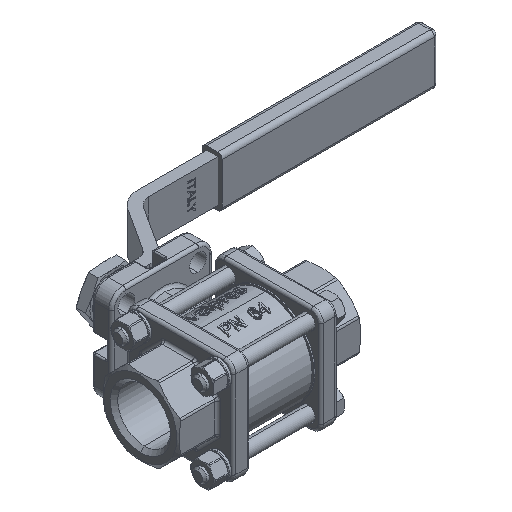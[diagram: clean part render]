
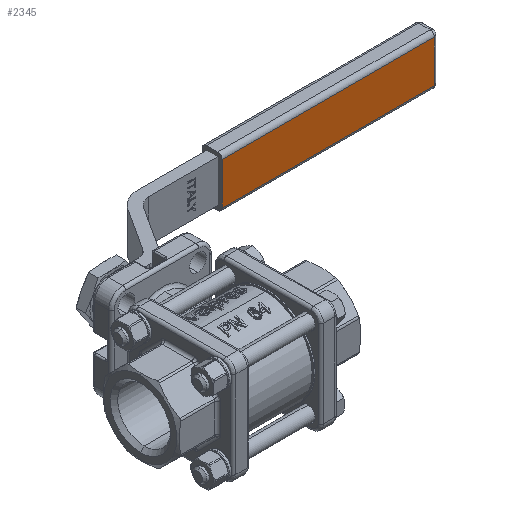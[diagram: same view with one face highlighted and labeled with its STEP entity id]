
A CAD part, isometric view. The second image highlights one B-rep face of the part: STEP entity #2345.
In plain terms, the highlighted planar face has unit normal (0, -1, 0).
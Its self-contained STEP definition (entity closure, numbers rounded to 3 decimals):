
#2345=ADVANCED_FACE('NONE',(#5734),#5735,.F.);
#5734=FACE_OUTER_BOUND('',#20017,.T.);
#5735=PLANE('',#20018);
#20017=EDGE_LOOP('',(#42045,#42046,#42047,#42048));
#20018=AXIS2_PLACEMENT_3D('',#42049,#42050,#42051);
#42045=ORIENTED_EDGE('',*,*,#52671,.F.);
#42046=ORIENTED_EDGE('',*,*,#52672,.F.);
#42047=ORIENTED_EDGE('',*,*,#52673,.F.);
#42048=ORIENTED_EDGE('',*,*,#50643,.F.);
#42049=CARTESIAN_POINT('',(54.004,57.547,-7.5));
#42050=DIRECTION('',(0.0,1.0,0.0));
#42051=DIRECTION('',(1.0,0.0,-0.0));
#50643=EDGE_CURVE('NONE',#56107,#56108,#56109,.T.);
#52671=EDGE_CURVE('NONE',#59496,#56107,#59497,.T.);
#52672=EDGE_CURVE('NONE',#59498,#59496,#59499,.T.);
#52673=EDGE_CURVE('NONE',#56108,#59498,#59500,.T.);
#56107=VERTEX_POINT('NONE',#65026);
#56108=VERTEX_POINT('NONE',#65027);
#56109=LINE('',#65028,#65029);
#59496=VERTEX_POINT('NONE',#74634);
#59497=LINE('',#74635,#74636);
#59498=VERTEX_POINT('NONE',#74637);
#59499=LINE('',#74638,#74639);
#59500=LINE('',#74640,#74641);
#65026=CARTESIAN_POINT('',(54.004,57.547,7.5));
#65027=CARTESIAN_POINT('',(129.504,57.547,7.5));
#65028=CARTESIAN_POINT('',(54.004,57.547,7.5));
#65029=VECTOR('',#85164,1000.0);
#74634=CARTESIAN_POINT('',(54.004,57.547,-7.5));
#74635=CARTESIAN_POINT('',(54.004,57.547,-7.5));
#74636=VECTOR('',#86737,1000.0);
#74637=CARTESIAN_POINT('',(129.504,57.547,-7.5));
#74638=CARTESIAN_POINT('',(54.004,57.547,-7.5));
#74639=VECTOR('',#86738,1000.0);
#74640=CARTESIAN_POINT('',(129.504,57.547,-7.5));
#74641=VECTOR('',#86739,1000.0);
#85164=DIRECTION('',(1.0,0.0,-0.0));
#86737=DIRECTION('',(0.0,-0.0,1.0));
#86738=DIRECTION('',(-1.0,-0.0,0.0));
#86739=DIRECTION('',(-0.0,0.0,-1.0));
